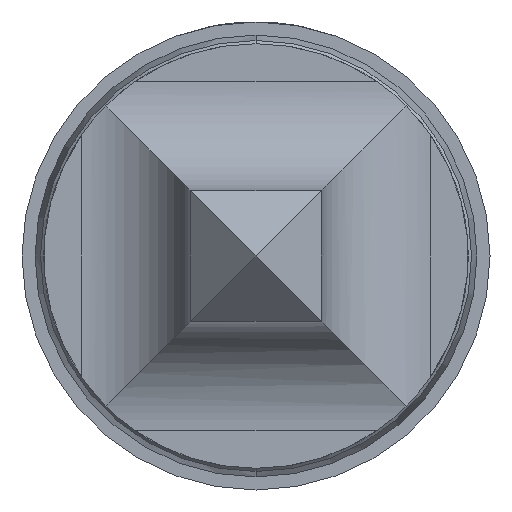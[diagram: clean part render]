
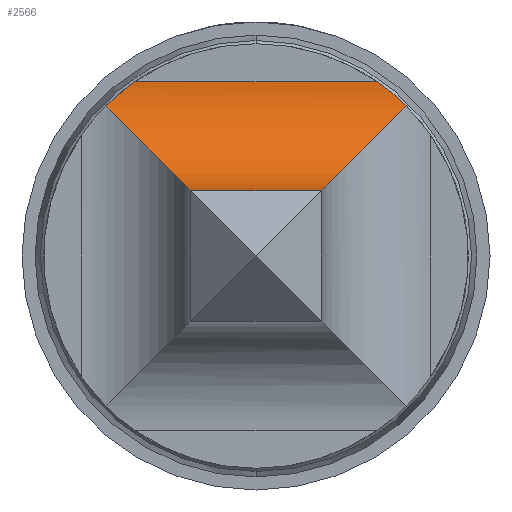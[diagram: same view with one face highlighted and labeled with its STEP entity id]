
A CAD part, front view. The second image highlights one B-rep face of the part: STEP entity #2566.
In plain terms, the highlighted cylindrical face has radius 0.5 mm (diameter 1 mm), a partial arc.
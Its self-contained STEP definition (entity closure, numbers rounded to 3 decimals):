
#15 = CARTESIAN_POINT ( 'NONE',  ( -0.452, -14.066, 0.452 ) ) ;
#37 = ORIENTED_EDGE ( 'NONE', *, *, #1507, .F. ) ;
#70 = B_SPLINE_CURVE_WITH_KNOTS ( 'NONE', 3,
 ( #3594, #113, #3641, #2312 ),
 .UNSPECIFIED., .F., .F.,
 ( 4, 4 ),
 ( 0.002, 0.002 ),
 .UNSPECIFIED. ) ;
#113 = CARTESIAN_POINT ( 'NONE',  ( -0.649, -14.003, 0.73 ) ) ;
#224 = CARTESIAN_POINT ( 'NONE',  ( 0.3, -14.256, 0.3 ) ) ;
#246 = VERTEX_POINT ( 'NONE', #2892 ) ;
#310 = DIRECTION ( 'NONE',  ( 1., 0., 0. ) ) ;
#412 = EDGE_CURVE ( 'Defeature ausgef�hrt2_22+Defeature ausgef�hrt2_23+Defeature ausgef�hrt2_17+Defeature ausgef�hrt2_4', #580, #3311, #1934, .T. ) ;
#525 = CARTESIAN_POINT ( 'NONE',  ( 0.452, -14.066, 0.452 ) ) ;
#555 = CARTESIAN_POINT ( 'NONE',  ( 0.605, -14., 0.767 ) ) ;
#580 = VERTEX_POINT ( 'NONE', #1829 ) ;
#687 = CARTESIAN_POINT ( 'NONE',  ( -0.3, -14.256, 0.3 ) ) ;
#724 = VECTOR ( 'NONE', #1550, 1000. ) ;
#836 =( BOUNDED_CURVE ( )  B_SPLINE_CURVE ( 3, ( #3526, #687, #15, #1616 ),
 .UNSPECIFIED., .F., .F. ) 
 B_SPLINE_CURVE_WITH_KNOTS ( ( 4, 4 ),
 ( 3.142, 4.489 ),
 .UNSPECIFIED. ) 
 CURVE ( )  GEOMETRIC_REPRESENTATION_ITEM ( )  RATIONAL_B_SPLINE_CURVE ( ( 1., 0.854, 0.854, 1. ) ) 
 REPRESENTATION_ITEM ( '' )  );
#853 = CARTESIAN_POINT ( 'NONE',  ( 0.649, -14.003, 0.73 ) ) ;
#868 = EDGE_CURVE ( 'Defeature ausgef�hrt2_4+Defeature ausgef�hrt2_22+Defeature ausgef�hrt2_21+Defeature ausgef�hrt2_1', #1404, #246, #70, .T. ) ;
#935 = VERTEX_POINT ( 'NONE', #1351 ) ;
#985 = EDGE_CURVE ( 'Defeature ausgef�hrt2_17+Defeature ausgef�hrt2_22+Defeature ausgef�hrt2_18+Defeature ausgef�hrt2_16', #580, #3384, #1717, .T. ) ;
#1025 = B_SPLINE_CURVE_WITH_KNOTS ( 'NONE', 3,
 ( #1212, #555, #853, #3088 ),
 .UNSPECIFIED., .F., .F.,
 ( 4, 4 ),
 ( 0., 0. ),
 .UNSPECIFIED. ) ;
#1067 = EDGE_CURVE ( 'Defeature ausgef�hrt2_1+Defeature ausgef�hrt2_22+Defeature ausgef�hrt2_4+Defeature ausgef�hrt2_4', #246, #935, #2460, .T. ) ;
#1130 = ORIENTED_EDGE ( 'NONE', *, *, #412, .T. ) ;
#1212 = CARTESIAN_POINT ( 'NONE',  ( 0.557, -14., 0.8 ) ) ;
#1341 = ORIENTED_EDGE ( 'NONE', *, *, #868, .F. ) ;
#1351 = CARTESIAN_POINT ( 'NONE',  ( 0.557, -14., 0.8 ) ) ;
#1404 = VERTEX_POINT ( 'NONE', #2732 ) ;
#1420 = EDGE_LOOP ( 'NONE', ( #2907, #1341, #4042, #2683, #1130, #37 ) ) ;
#1507 = EDGE_CURVE ( 'Defeature ausgef�hrt2_4+Defeature ausgef�hrt2_22+Defeature ausgef�hrt2_1+Defeature ausgef�hrt2_23', #935, #3311, #1025, .T. ) ;
#1550 = DIRECTION ( 'NONE',  ( 1., 0., 0. ) ) ;
#1616 = CARTESIAN_POINT ( 'NONE',  ( -0.689, -14.012, 0.689 ) ) ;
#1717 = LINE ( 'NONE', #2069, #2656 ) ;
#1829 = CARTESIAN_POINT ( 'NONE',  ( 0.3, -14.5, 0.3 ) ) ;
#1934 =( BOUNDED_CURVE ( )  B_SPLINE_CURVE ( 3, ( #2432, #224, #525, #3399 ),
 .UNSPECIFIED., .F., .F. ) 
 B_SPLINE_CURVE_WITH_KNOTS ( ( 4, 4 ),
 ( 3.142, 4.489 ),
 .UNSPECIFIED. ) 
 CURVE ( )  GEOMETRIC_REPRESENTATION_ITEM ( )  RATIONAL_B_SPLINE_CURVE ( ( 1., 0.854, 0.854, 1. ) ) 
 REPRESENTATION_ITEM ( '' )  );
#2069 = CARTESIAN_POINT ( 'NONE',  ( -0.8, -14.5, 0.3 ) ) ;
#2216 = CARTESIAN_POINT ( 'NONE',  ( -0.3, -14.5, 0.8 ) ) ;
#2312 = CARTESIAN_POINT ( 'NONE',  ( -0.557, -14., 0.8 ) ) ;
#2398 = CARTESIAN_POINT ( 'NONE',  ( -0.3, -14.5, 0.3 ) ) ;
#2432 = CARTESIAN_POINT ( 'NONE',  ( 0.3, -14.5, 0.3 ) ) ;
#2460 = LINE ( 'NONE', #3403, #724 ) ;
#2566 = ADVANCED_FACE ( 'Defeature ausgef�hrt2_22', ( #3497 ), #3401, .F. ) ;
#2656 = VECTOR ( 'NONE', #3330, 1000. ) ;
#2683 = ORIENTED_EDGE ( 'NONE', *, *, #985, .F. ) ;
#2732 = CARTESIAN_POINT ( 'NONE',  ( -0.689, -14.012, 0.689 ) ) ;
#2892 = CARTESIAN_POINT ( 'NONE',  ( -0.557, -14., 0.8 ) ) ;
#2907 = ORIENTED_EDGE ( 'NONE', *, *, #1067, .F. ) ;
#2956 = EDGE_CURVE ( 'Defeature ausgef�hrt2_21+Defeature ausgef�hrt2_22+Defeature ausgef�hrt2_16+Defeature ausgef�hrt2_4', #3384, #1404, #836, .T. ) ;
#3088 = CARTESIAN_POINT ( 'NONE',  ( 0.689, -14.012, 0.689 ) ) ;
#3311 = VERTEX_POINT ( 'NONE', #3560 ) ;
#3330 = DIRECTION ( 'NONE',  ( -1., 0., 0. ) ) ;
#3384 = VERTEX_POINT ( 'NONE', #2398 ) ;
#3399 = CARTESIAN_POINT ( 'NONE',  ( 0.689, -14.012, 0.689 ) ) ;
#3401 = CYLINDRICAL_SURFACE ( 'NONE', #3952, 0.5 ) ;
#3403 = CARTESIAN_POINT ( 'NONE',  ( 0.3, -14., 0.8 ) ) ;
#3497 = FACE_OUTER_BOUND ( 'NONE', #1420, .T. ) ;
#3522 = DIRECTION ( 'NONE',  ( 0., 0., -1. ) ) ;
#3526 = CARTESIAN_POINT ( 'NONE',  ( -0.3, -14.5, 0.3 ) ) ;
#3560 = CARTESIAN_POINT ( 'NONE',  ( 0.689, -14.012, 0.689 ) ) ;
#3594 = CARTESIAN_POINT ( 'NONE',  ( -0.689, -14.012, 0.689 ) ) ;
#3641 = CARTESIAN_POINT ( 'NONE',  ( -0.605, -14., 0.767 ) ) ;
#3952 = AXIS2_PLACEMENT_3D ( 'NONE', #2216, #310, #3522 ) ;
#4042 = ORIENTED_EDGE ( 'NONE', *, *, #2956, .F. ) ;
